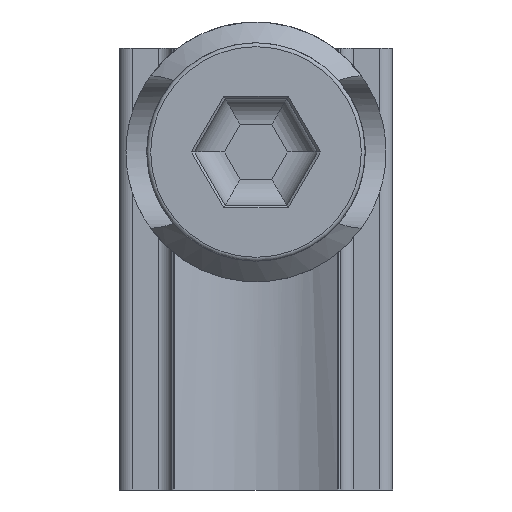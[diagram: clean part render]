
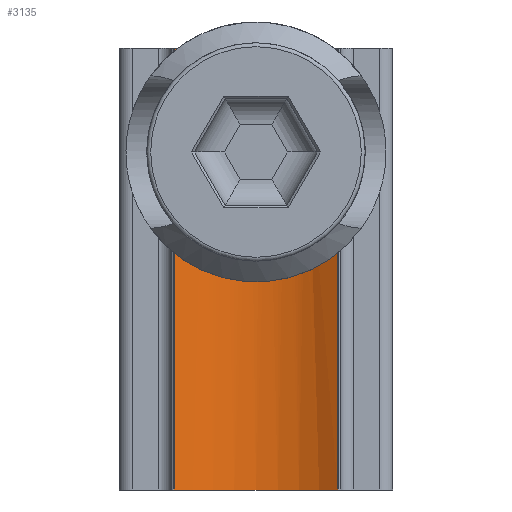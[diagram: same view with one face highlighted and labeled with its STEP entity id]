
A CAD part, front view. The second image highlights one B-rep face of the part: STEP entity #3135.
In plain terms, the highlighted cylindrical face has radius 5.461 mm (diameter 10.923 mm), a partial arc.
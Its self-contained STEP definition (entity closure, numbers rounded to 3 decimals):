
#3043=CARTESIAN_POINT('',(2.068,-0.593,13.));
#3044=VERTEX_POINT('',#3043);
#3045=CARTESIAN_POINT('',(2.068,-0.593,13.));
#3046=CARTESIAN_POINT('',(2.068,-0.593,12.737));
#3047=CARTESIAN_POINT('',(2.015,-0.616,12.46));
#3048=CARTESIAN_POINT('',(1.803,-0.695,11.951));
#3049=CARTESIAN_POINT('',(1.645,-0.75,11.721));
#3050=CARTESIAN_POINT('',(1.28,-0.851,11.356));
#3051=CARTESIAN_POINT('',(1.05,-0.904,11.198));
#3052=CARTESIAN_POINT('',(0.541,-0.979,10.986));
#3053=CARTESIAN_POINT('',(0.263,-1.,10.933));
#3054=CARTESIAN_POINT('',(-0.261,-1.,10.933));
#3055=CARTESIAN_POINT('',(-0.54,-0.979,10.986));
#3056=CARTESIAN_POINT('',(-1.048,-0.905,11.198));
#3057=CARTESIAN_POINT('',(-1.279,-0.852,11.356));
#3058=CARTESIAN_POINT('',(-1.643,-0.75,11.721));
#3059=CARTESIAN_POINT('',(-1.802,-0.696,11.951));
#3060=CARTESIAN_POINT('',(-2.013,-0.617,12.46));
#3061=CARTESIAN_POINT('',(-2.066,-0.594,12.738));
#3062=CARTESIAN_POINT('',(-2.066,-0.594,13.262));
#3063=CARTESIAN_POINT('',(-2.013,-0.617,13.54));
#3064=CARTESIAN_POINT('',(-1.802,-0.696,14.049));
#3065=CARTESIAN_POINT('',(-1.643,-0.75,14.279));
#3066=CARTESIAN_POINT('',(-1.279,-0.852,14.644));
#3067=CARTESIAN_POINT('',(-1.048,-0.905,14.802));
#3068=CARTESIAN_POINT('',(-0.54,-0.979,15.014));
#3069=CARTESIAN_POINT('',(-0.261,-1.,15.067));
#3070=CARTESIAN_POINT('',(0.263,-1.,15.067));
#3071=CARTESIAN_POINT('',(0.541,-0.979,15.014));
#3072=CARTESIAN_POINT('',(1.05,-0.904,14.802));
#3073=CARTESIAN_POINT('',(1.28,-0.851,14.644));
#3074=CARTESIAN_POINT('',(1.645,-0.75,14.279));
#3075=CARTESIAN_POINT('',(1.803,-0.695,14.049));
#3076=CARTESIAN_POINT('',(2.015,-0.616,13.54));
#3077=CARTESIAN_POINT('',(2.068,-0.593,13.263));
#3078=CARTESIAN_POINT('',(2.068,-0.593,13.));
#3079=B_SPLINE_CURVE_WITH_KNOTS('',3,(#3045,#3046,#3047,#3048,#3049,#3050,#3051,#3052,#3053,#3054,#3055,#3056,#3057,#3058,#3059,#3060,#3061,#3062,#3063,#3064,#3065,#3066,#3067,#3068,#3069,#3070,#3071,#3072,#3073,#3074,#3075,#3076,#3077,#3078),.UNSPECIFIED.,.T.,.U.,(4,2,2,2,2,2,2,2,2,2,2,2,2,2,2,2,4),(0.0,0.079,0.158,0.236,0.315,0.394,0.472,0.551,0.63,0.709,0.787,0.866,0.945,1.023,1.102,1.181,1.26),.UNSPECIFIED.);
#3080=EDGE_CURVE('',#3044,#3044,#3079,.T.);
#3091=CARTESIAN_POINT('',(0.,4.461,17.0));
#3092=DIRECTION('',(0.0,0.0,-1.0));
#3093=DIRECTION('',(-0.577,-0.817,0.0));
#3094=AXIS2_PLACEMENT_3D('',#3091,#3092,#3093);
#3095=CYLINDRICAL_SURFACE('',#3094,5.461);
#3096=CARTESIAN_POINT('',(-3.15,0.,0.0));
#3097=VERTEX_POINT('',#3096);
#3098=CARTESIAN_POINT('',(3.15,0.,0.0));
#3099=VERTEX_POINT('',#3098);
#3100=CARTESIAN_POINT('',(0.,4.461,0.0));
#3101=DIRECTION('',(0.0,0.0,1.0));
#3102=DIRECTION('',(-0.577,-0.817,0.0));
#3103=AXIS2_PLACEMENT_3D('',#3100,#3101,#3102);
#3104=CIRCLE('',#3103,5.461);
#3105=EDGE_CURVE('',#3097,#3099,#3104,.T.);
#3106=ORIENTED_EDGE('',*,*,#3105,.F.);
#3107=CARTESIAN_POINT('',(-3.15,0.,17.0));
#3108=VERTEX_POINT('',#3107);
#3109=CARTESIAN_POINT('',(-3.15,0.,17.0));
#3110=DIRECTION('',(0.0,0.0,-1.0));
#3111=VECTOR('',#3110,17.0);
#3112=LINE('',#3109,#3111);
#3113=EDGE_CURVE('',#3108,#3097,#3112,.T.);
#3114=ORIENTED_EDGE('',*,*,#3113,.F.);
#3115=CARTESIAN_POINT('',(3.15,0.,17.0));
#3116=VERTEX_POINT('',#3115);
#3117=CARTESIAN_POINT('',(0.,4.461,17.0));
#3118=DIRECTION('',(0.0,0.0,-1.0));
#3119=DIRECTION('',(-0.577,-0.817,0.0));
#3120=AXIS2_PLACEMENT_3D('',#3117,#3118,#3119);
#3121=CIRCLE('',#3120,5.461);
#3122=EDGE_CURVE('',#3116,#3108,#3121,.T.);
#3123=ORIENTED_EDGE('',*,*,#3122,.F.);
#3124=CARTESIAN_POINT('',(3.15,0.,0.0));
#3125=DIRECTION('',(0.0,0.0,1.0));
#3126=VECTOR('',#3125,17.0);
#3127=LINE('',#3124,#3126);
#3128=EDGE_CURVE('',#3099,#3116,#3127,.T.);
#3129=ORIENTED_EDGE('',*,*,#3128,.F.);
#3130=EDGE_LOOP('',(#3106,#3114,#3123,#3129));
#3131=FACE_OUTER_BOUND('',#3130,.T.);
#3132=ORIENTED_EDGE('',*,*,#3080,.F.);
#3133=EDGE_LOOP('',(#3132));
#3134=FACE_BOUND('',#3133,.T.);
#3135=ADVANCED_FACE('',(#3131,#3134),#3095,.F.);
